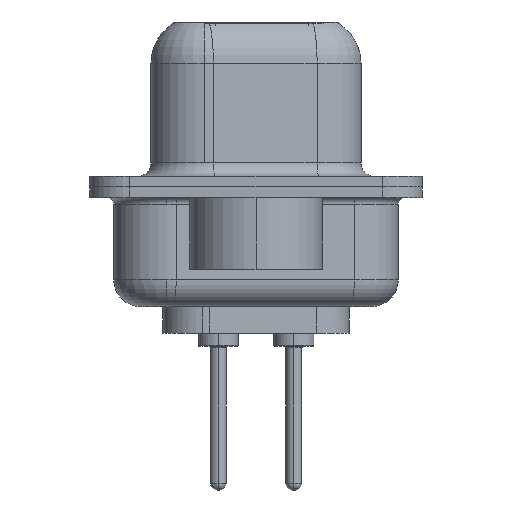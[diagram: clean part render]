
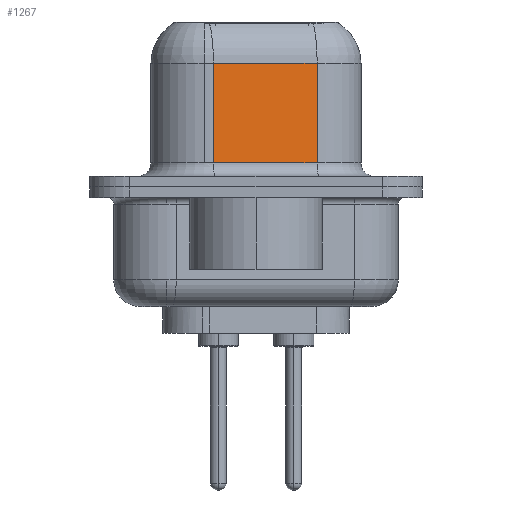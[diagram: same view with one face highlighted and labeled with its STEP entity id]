
A CAD part, left-side view. The second image highlights one B-rep face of the part: STEP entity #1267.
In plain terms, the highlighted planar face has unit normal (-0.985, -0.174, 0).
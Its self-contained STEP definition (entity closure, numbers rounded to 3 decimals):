
#6 = AXIS2_PLACEMENT_3D ( 'NONE', #6604, #5349, #8980 ) ;
#1267 = ADVANCED_FACE ( 'NONE', ( #9927 ), #11256, .F. ) ;
#1701 = VERTEX_POINT ( 'NONE', #9989 ) ;
#1798 = ORIENTED_EDGE ( 'NONE', *, *, #15294, .F. ) ;
#2047 = EDGE_CURVE ( 'NONE', #10049, #8820, #14852, .T. ) ;
#3696 = VERTEX_POINT ( 'NONE', #12650 ) ;
#3904 = CARTESIAN_POINT ( 'NONE',  ( 5.068, -2.297, 4.65 ) ) ;
#4182 = CARTESIAN_POINT ( 'NONE',  ( 5.068, -2.297, 6.4 ) ) ;
#4624 = DIRECTION ( 'NONE',  ( 0., 0., -1. ) ) ;
#5173 = CARTESIAN_POINT ( 'NONE',  ( 5.068, -2.297, 0.9 ) ) ;
#5256 = DIRECTION ( 'NONE',  ( 0.174, -0.985, 0. ) ) ;
#5336 = LINE ( 'NONE', #5173, #13537 ) ;
#5349 = DIRECTION ( 'NONE',  ( 0.985, 0.174, 0. ) ) ;
#6420 = EDGE_CURVE ( 'NONE', #1701, #3696, #5336, .T. ) ;
#6604 = CARTESIAN_POINT ( 'NONE',  ( 5.068, -2.297, 6.4 ) ) ;
#7950 = DIRECTION ( 'NONE',  ( 0., 0., -1. ) ) ;
#8820 = VERTEX_POINT ( 'NONE', #12932 ) ;
#8980 = DIRECTION ( 'NONE',  ( -0.174, 0.985, 0. ) ) ;
#9146 = ORIENTED_EDGE ( 'NONE', *, *, #6420, .T. ) ;
#9674 = VECTOR ( 'NONE', #7950, 1000. ) ;
#9927 = FACE_OUTER_BOUND ( 'NONE', #13322, .T. ) ;
#9989 = CARTESIAN_POINT ( 'NONE',  ( 4.38, 1.603, 0.9 ) ) ;
#10049 = VERTEX_POINT ( 'NONE', #12398 ) ;
#11027 = VECTOR ( 'NONE', #4624, 1000. ) ;
#11256 = PLANE ( 'NONE',  #6 ) ;
#11370 = ORIENTED_EDGE ( 'NONE', *, *, #2047, .T. ) ;
#11434 = EDGE_CURVE ( 'NONE', #8820, #1701, #11712, .T. ) ;
#11712 = LINE ( 'NONE', #12753, #11027 ) ;
#12398 = CARTESIAN_POINT ( 'NONE',  ( 5.068, -2.297, 4.65 ) ) ;
#12479 = DIRECTION ( 'NONE',  ( -0.174, 0.985, 0. ) ) ;
#12650 = CARTESIAN_POINT ( 'NONE',  ( 5.068, -2.297, 0.9 ) ) ;
#12753 = CARTESIAN_POINT ( 'NONE',  ( 4.38, 1.603, 6.4 ) ) ;
#12887 = VECTOR ( 'NONE', #12479, 1000. ) ;
#12932 = CARTESIAN_POINT ( 'NONE',  ( 4.38, 1.603, 4.65 ) ) ;
#13322 = EDGE_LOOP ( 'NONE', ( #1798, #11370, #13659, #9146 ) ) ;
#13537 = VECTOR ( 'NONE', #5256, 1000. ) ;
#13659 = ORIENTED_EDGE ( 'NONE', *, *, #11434, .T. ) ;
#13798 = LINE ( 'NONE', #4182, #9674 ) ;
#14852 = LINE ( 'NONE', #3904, #12887 ) ;
#15294 = EDGE_CURVE ( 'NONE', #10049, #3696, #13798, .T. ) ;
